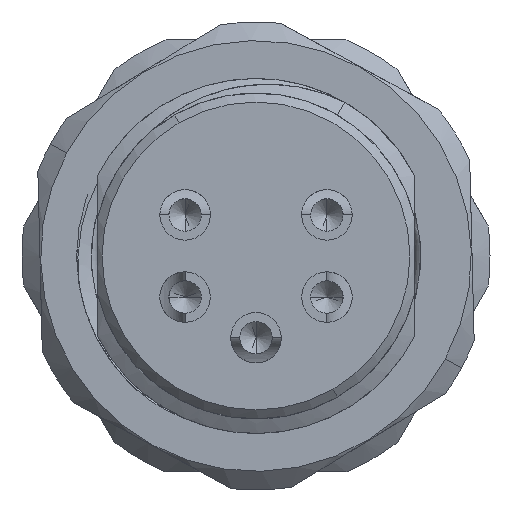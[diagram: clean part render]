
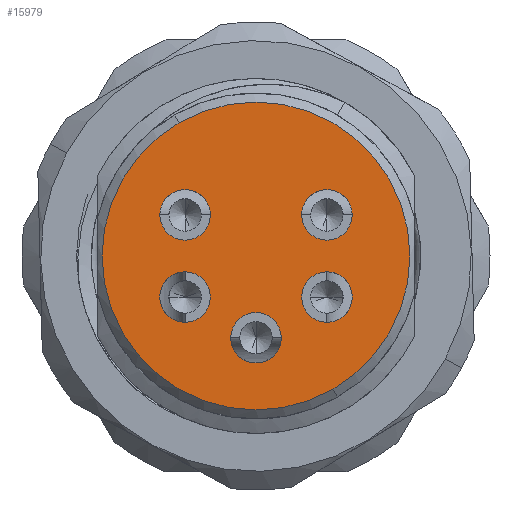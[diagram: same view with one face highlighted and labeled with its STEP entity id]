
A CAD part, front view. The second image highlights one B-rep face of the part: STEP entity #15979.
In plain terms, the highlighted planar face has unit normal (0, -1, 0).
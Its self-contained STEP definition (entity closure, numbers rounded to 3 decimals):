
#59=CARTESIAN_POINT('',(3.94,-15.7,2.28));
#60=DIRECTION('',(0.,-1.,0.));
#61=DIRECTION('',(0.,0.,1.));
#62=AXIS2_PLACEMENT_3D('',#59,#60,#61);
#96=CARTESIAN_POINT('',(0.,-15.7,0.));
#97=DIRECTION('',(0.,1.,0.));
#98=DIRECTION('',(-0.5,0.,0.866));
#99=AXIS2_PLACEMENT_3D('',#96,#97,#98);
#101=CARTESIAN_POINT('',(0.,-15.7,0.));
#102=DIRECTION('',(0.,1.,0.));
#103=DIRECTION('',(0.5,0.,-0.866));
#104=AXIS2_PLACEMENT_3D('',#101,#102,#103);
#106=CARTESIAN_POINT('',(0.,-15.7,-4.54));
#107=DIRECTION('',(0.,-1.,0.));
#108=DIRECTION('',(0.,0.,1.));
#109=AXIS2_PLACEMENT_3D('',#106,#107,#108);
#119=CARTESIAN_POINT('',(0.,-15.7,-4.54));
#120=DIRECTION('',(0.,-1.,0.));
#121=DIRECTION('',(0.,0.,-1.));
#122=AXIS2_PLACEMENT_3D('',#119,#120,#121);
#294=CARTESIAN_POINT('',(-3.94,-15.7,-2.28));
#295=DIRECTION('',(0.,-1.,0.));
#296=DIRECTION('',(1.,0.,0.));
#297=AXIS2_PLACEMENT_3D('',#294,#295,#296);
#307=CARTESIAN_POINT('',(-3.94,-15.7,-2.28));
#308=DIRECTION('',(0.,-1.,0.));
#309=DIRECTION('',(-1.,0.,0.));
#310=AXIS2_PLACEMENT_3D('',#307,#308,#309);
#482=CARTESIAN_POINT('',(3.94,-15.7,-2.28));
#483=DIRECTION('',(0.,-1.,0.));
#484=DIRECTION('',(-1.,0.,0.));
#485=AXIS2_PLACEMENT_3D('',#482,#483,#484);
#495=CARTESIAN_POINT('',(3.94,-15.7,-2.28));
#496=DIRECTION('',(0.,-1.,0.));
#497=DIRECTION('',(1.,0.,0.));
#498=AXIS2_PLACEMENT_3D('',#495,#496,#497);
#670=CARTESIAN_POINT('',(-3.94,-15.7,2.28));
#671=DIRECTION('',(0.,-1.,0.));
#672=DIRECTION('',(0.,0.,-1.));
#673=AXIS2_PLACEMENT_3D('',#670,#671,#672);
#683=CARTESIAN_POINT('',(-3.94,-15.7,2.28));
#684=DIRECTION('',(0.,-1.,0.));
#685=DIRECTION('',(0.,0.,1.));
#686=AXIS2_PLACEMENT_3D('',#683,#684,#685);
#858=CARTESIAN_POINT('',(3.94,-15.7,2.28));
#859=DIRECTION('',(0.,-1.,0.));
#860=DIRECTION('',(0.,0.,-1.));
#861=AXIS2_PLACEMENT_3D('',#858,#859,#860);
#14457=CARTESIAN_POINT('',(-4.275,-15.7,7.405));
#14458=VERTEX_POINT('',#14457);
#14459=CARTESIAN_POINT('',(4.275,-15.7,-7.405));
#14460=VERTEX_POINT('',#14459);
#15861=CARTESIAN_POINT('',(3.94,-15.7,0.88));
#15862=CARTESIAN_POINT('',(3.94,-15.7,3.68));
#15863=VERTEX_POINT('',#15861);
#15864=VERTEX_POINT('',#15862);
#15865=CARTESIAN_POINT('',(-3.94,-15.7,0.88));
#15866=CARTESIAN_POINT('',(-3.94,-15.7,3.68));
#15867=VERTEX_POINT('',#15865);
#15868=VERTEX_POINT('',#15866);
#15869=CARTESIAN_POINT('',(2.54,-15.7,-2.28));
#15870=CARTESIAN_POINT('',(5.34,-15.7,-2.28));
#15871=VERTEX_POINT('',#15869);
#15872=VERTEX_POINT('',#15870);
#15873=CARTESIAN_POINT('',(-2.54,-15.7,-2.28));
#15874=CARTESIAN_POINT('',(-5.34,-15.7,-2.28));
#15875=VERTEX_POINT('',#15873);
#15876=VERTEX_POINT('',#15874);
#15877=CARTESIAN_POINT('',(0.,-15.7,-3.14));
#15878=CARTESIAN_POINT('',(0.,-15.7,-5.94));
#15879=VERTEX_POINT('',#15877);
#15880=VERTEX_POINT('',#15878);
#15939=CARTESIAN_POINT('',(0.,-15.7,0.));
#15940=DIRECTION('',(0.,-1.,0.));
#15941=DIRECTION('',(0.5,0.,-0.866));
#15942=AXIS2_PLACEMENT_3D('',#15939,#15940,#15941);
#15943=PLANE('',#15942);
#15945=ORIENTED_EDGE('',*,*,#15944,.T.);
#15947=ORIENTED_EDGE('',*,*,#15946,.T.);
#15948=EDGE_LOOP('',(#15945,#15947));
#15949=FACE_OUTER_BOUND('',#15948,.F.);
#15951=ORIENTED_EDGE('',*,*,#15950,.T.);
#15953=ORIENTED_EDGE('',*,*,#15952,.T.);
#15954=EDGE_LOOP('',(#15951,#15953));
#15955=FACE_BOUND('',#15954,.F.);
#15957=ORIENTED_EDGE('',*,*,#15956,.T.);
#15959=ORIENTED_EDGE('',*,*,#15958,.T.);
#15960=EDGE_LOOP('',(#15957,#15959));
#15961=FACE_BOUND('',#15960,.F.);
#15963=ORIENTED_EDGE('',*,*,#15962,.T.);
#15965=ORIENTED_EDGE('',*,*,#15964,.T.);
#15966=EDGE_LOOP('',(#15963,#15965));
#15967=FACE_BOUND('',#15966,.F.);
#15969=ORIENTED_EDGE('',*,*,#15968,.T.);
#15970=ORIENTED_EDGE('',*,*,#15925,.T.);
#15971=EDGE_LOOP('',(#15969,#15970));
#15972=FACE_BOUND('',#15971,.F.);
#15974=ORIENTED_EDGE('',*,*,#15973,.T.);
#15976=ORIENTED_EDGE('',*,*,#15975,.T.);
#15977=EDGE_LOOP('',(#15974,#15976));
#15978=FACE_BOUND('',#15977,.F.);
#15979=ADVANCED_FACE('',(#15949,#15955,#15961,#15967,#15972,#15978),#15943,.T.);
#63=CIRCLE('',#62,1.4);
#100=CIRCLE('',#99,8.55);
#105=CIRCLE('',#104,8.55);
#110=CIRCLE('',#109,1.4);
#123=CIRCLE('',#122,1.4);
#298=CIRCLE('',#297,1.4);
#311=CIRCLE('',#310,1.4);
#486=CIRCLE('',#485,1.4);
#499=CIRCLE('',#498,1.4);
#674=CIRCLE('',#673,1.4);
#687=CIRCLE('',#686,1.4);
#862=CIRCLE('',#861,1.4);
#15925=EDGE_CURVE('',#15864,#15863,#63,.T.);
#15944=EDGE_CURVE('',#14458,#14460,#100,.T.);
#15946=EDGE_CURVE('',#14460,#14458,#105,.T.);
#15950=EDGE_CURVE('',#15875,#15876,#298,.T.);
#15952=EDGE_CURVE('',#15876,#15875,#311,.T.);
#15956=EDGE_CURVE('',#15871,#15872,#486,.T.);
#15958=EDGE_CURVE('',#15872,#15871,#499,.T.);
#15962=EDGE_CURVE('',#15867,#15868,#674,.T.);
#15964=EDGE_CURVE('',#15868,#15867,#687,.T.);
#15968=EDGE_CURVE('',#15863,#15864,#862,.T.);
#15973=EDGE_CURVE('',#15879,#15880,#110,.T.);
#15975=EDGE_CURVE('',#15880,#15879,#123,.T.);
